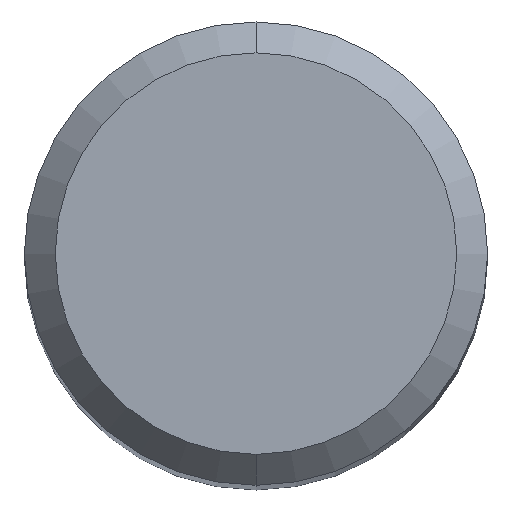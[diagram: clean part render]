
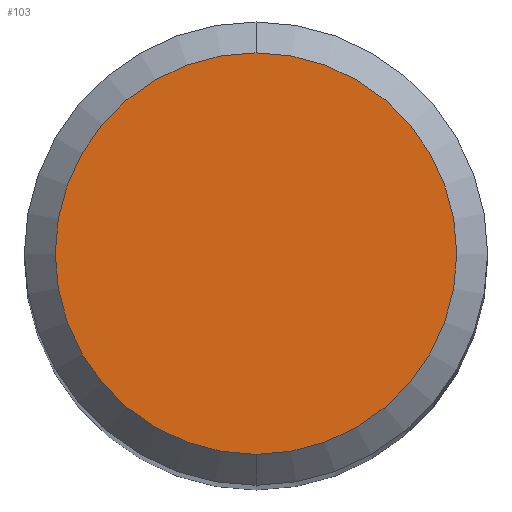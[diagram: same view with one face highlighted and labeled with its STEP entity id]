
A CAD part, top view. The second image highlights one B-rep face of the part: STEP entity #103.
In plain terms, the highlighted planar face has unit normal (0, 0, 1).
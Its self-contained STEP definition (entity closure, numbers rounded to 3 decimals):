
#103=ADVANCED_FACE('',(#254),#255,.T.);
#153=EDGE_CURVE('',#209,#177,#310,.T.);
#177=VERTEX_POINT('',#336);
#179=EDGE_CURVE('',#177,#209,#338,.T.);
#209=VERTEX_POINT('',#374);
#254=FACE_OUTER_BOUND('',#416,.T.);
#255=PLANE('',#417);
#310=CIRCLE('',#494,2.6);
#336=CARTESIAN_POINT('',(0.,-2.6,0.0));
#338=CIRCLE('',#527,2.6);
#374=CARTESIAN_POINT('',(0.0,2.6,0.0));
#416=EDGE_LOOP('',(#608,#609));
#417=AXIS2_PLACEMENT_3D('',#610,#611,#612);
#494=AXIS2_PLACEMENT_3D('',#680,#681,#682);
#527=AXIS2_PLACEMENT_3D('',#710,#711,#712);
#608=ORIENTED_EDGE('',*,*,#153,.F.);
#609=ORIENTED_EDGE('',*,*,#179,.F.);
#610=CARTESIAN_POINT('',(0.0,1.3,0.0));
#611=DIRECTION('',(-0.0,0.0,1.0));
#612=DIRECTION('',(0.0,-1.0,0.0));
#680=CARTESIAN_POINT('',(0.0,0.0,0.0));
#681=DIRECTION('',(0.0,0.0,-1.0));
#682=DIRECTION('',(0.0,1.0,0.0));
#710=CARTESIAN_POINT('',(0.0,0.0,0.0));
#711=DIRECTION('',(0.0,0.0,-1.0));
#712=DIRECTION('',(0.0,1.0,0.0));
